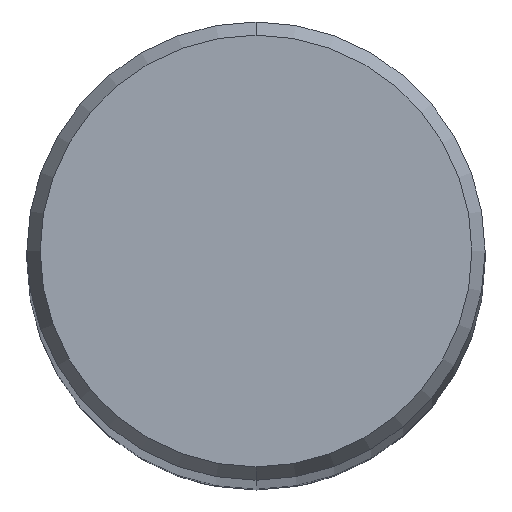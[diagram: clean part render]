
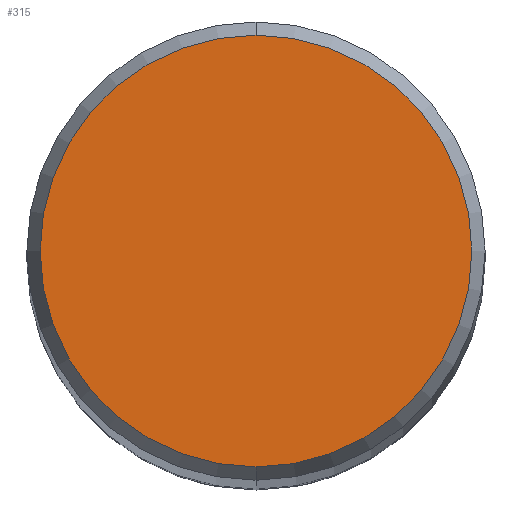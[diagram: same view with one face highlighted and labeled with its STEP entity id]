
A CAD part, top view. The second image highlights one B-rep face of the part: STEP entity #315.
In plain terms, the highlighted planar face has unit normal (0, 0, 1).
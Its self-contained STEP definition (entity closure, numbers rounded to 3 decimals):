
#153=VERTEX_POINT('',#408);
#217=EDGE_CURVE('',#153,#237,#479,.T.);
#237=VERTEX_POINT('',#501);
#293=EDGE_CURVE('',#237,#153,#558,.T.);
#315=ADVANCED_FACE('',(#581),#582,.T.);
#408=CARTESIAN_POINT('',(0.0,3.74,0.0));
#479=CIRCLE('',#829,3.74);
#501=CARTESIAN_POINT('',(0.,-3.74,0.0));
#558=CIRCLE('',#1016,3.74);
#581=FACE_OUTER_BOUND('',#1047,.T.);
#582=PLANE('',#1048);
#829=AXIS2_PLACEMENT_3D('',#1332,#1333,#1334);
#1016=AXIS2_PLACEMENT_3D('',#1386,#1387,#1388);
#1047=EDGE_LOOP('',(#1407,#1408));
#1048=AXIS2_PLACEMENT_3D('',#1409,#1410,#1411);
#1332=CARTESIAN_POINT('',(0.0,0.0,0.0));
#1333=DIRECTION('',(0.0,0.0,-1.0));
#1334=DIRECTION('',(0.0,1.0,0.0));
#1386=CARTESIAN_POINT('',(0.0,0.0,0.0));
#1387=DIRECTION('',(0.0,0.0,-1.0));
#1388=DIRECTION('',(0.0,1.0,0.0));
#1407=ORIENTED_EDGE('',*,*,#217,.F.);
#1408=ORIENTED_EDGE('',*,*,#293,.F.);
#1409=CARTESIAN_POINT('',(0.0,1.87,0.0));
#1410=DIRECTION('',(-0.0,0.0,1.0));
#1411=DIRECTION('',(0.0,-1.0,0.0));
